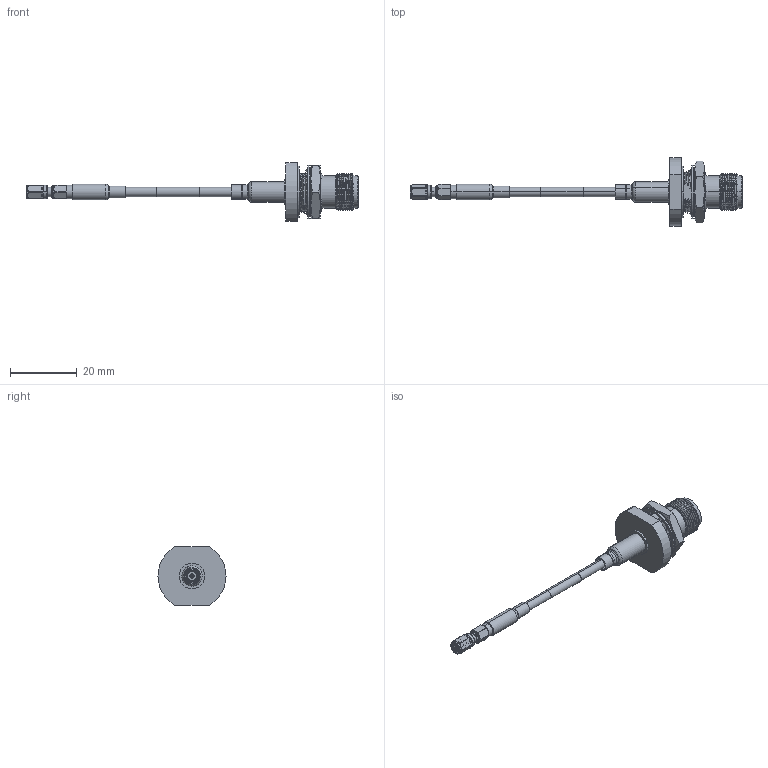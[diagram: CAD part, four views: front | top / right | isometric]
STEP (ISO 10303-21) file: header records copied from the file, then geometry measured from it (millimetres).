
FILE_DESCRIPTION (( 'STEP AP214' ), '1' );
FILE_NAME ('FMCA100088_3D.step', '2024-07-31T22:49:20', ( '' ), ( '' ), 'SwSTEP 2.0', 'SolidWorks 2022', '' );
FILE_SCHEMA (( 'AUTOMOTIVE_DESIGN' ));
Length unit declared in the file: inch
Products named in the file (6): RG188-HEATSHRINK_4_.75" Long; FMCA100088_3D; PE45209 ¦ SC8860; RG188-HEATSHRINK_5_.75" Long; PE44899 ¦ SC4254; RG188A-U
Assembly tree (5 placements, depth 2):
  FMCA100088_3D
    RG188A-U
    PE44899 ¦ SC4254
    PE45209 ¦ SC8860
    RG188-HEATSHRINK_5_.75" Long
    RG188-HEATSHRINK_4_.75" Long
Bounding box: 99.2 x 20.32 x 17.45 mm (x, y, z)
Volume: 3451.1 mm3; surface area: 5698.3 mm2
Topology: 12 solids, 12 shells, 479 faces, 1221 edges, 792 vertices
Faces by surface type: cylinder 188, plane 107, cone 87, bspline 77, torus 20
Entity records: 27131 total; most frequent: CARTESIAN_POINT 15653, ORIENTED_EDGE 2442, DIRECTION 1984, EDGE_CURVE 1221, AXIS2_PLACEMENT_3D 822, VERTEX_POINT 792, EDGE_LOOP 525, ADVANCED_FACE 479
